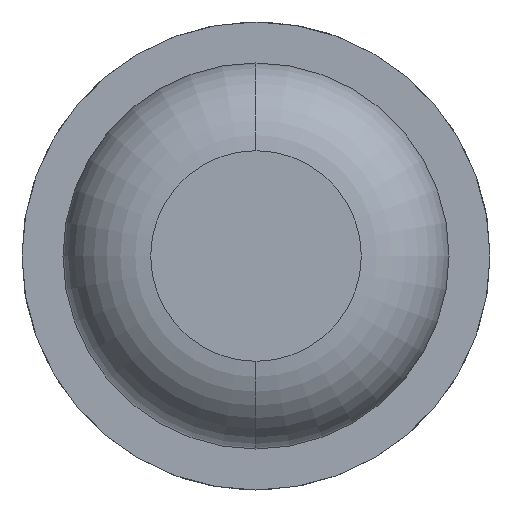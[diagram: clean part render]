
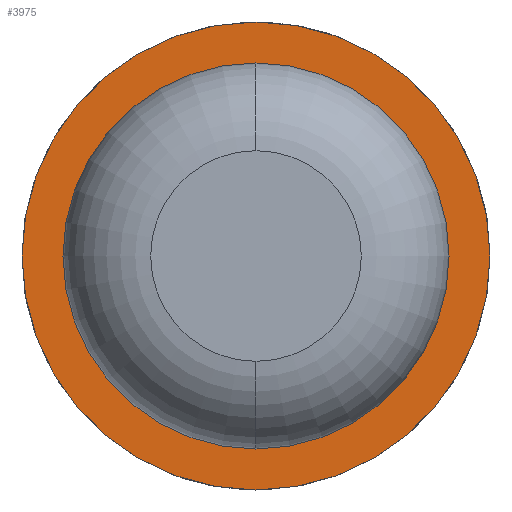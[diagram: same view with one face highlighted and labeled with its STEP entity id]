
A CAD part, front view. The second image highlights one B-rep face of the part: STEP entity #3975.
In plain terms, the highlighted planar face has unit normal (0, -1, 0).
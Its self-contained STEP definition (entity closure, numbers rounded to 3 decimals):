
#97 = AXIS2_PLACEMENT_3D ( 'NONE', #3195, #2189, #1142 ) ;
#110 = AXIS2_PLACEMENT_3D ( 'NONE', #729, #2074, #2453 ) ;
#414 = VERTEX_POINT ( 'NONE', #2538 ) ;
#692 = CARTESIAN_POINT ( 'NONE',  ( 0., -4., -0.825 ) ) ;
#713 = EDGE_LOOP ( 'NONE', ( #2043, #3227 ) ) ;
#729 = CARTESIAN_POINT ( 'NONE',  ( 0.825, -4., 0. ) ) ;
#739 = CARTESIAN_POINT ( 'NONE',  ( 0., -4., 0. ) ) ;
#1142 = DIRECTION ( 'NONE',  ( -1., 0., 0. ) ) ;
#1158 = VERTEX_POINT ( 'NONE', #4032 ) ;
#1259 = FACE_BOUND ( 'NONE', #2885, .T. ) ;
#1326 = AXIS2_PLACEMENT_3D ( 'NONE', #2606, #1886, #4275 ) ;
#1485 = CIRCLE ( 'NONE', #97, 0.825 ) ;
#1699 = CIRCLE ( 'NONE', #4297, 1. ) ;
#1762 = DIRECTION ( 'NONE',  ( -1., 0., 0. ) ) ;
#1796 = DIRECTION ( 'NONE',  ( 0., 1., 0. ) ) ;
#1814 = CIRCLE ( 'NONE', #3171, 0.825 ) ;
#1886 = DIRECTION ( 'NONE',  ( 0., 1., 0. ) ) ;
#1908 = FACE_OUTER_BOUND ( 'NONE', #713, .T. ) ;
#2043 = ORIENTED_EDGE ( 'NONE', *, *, #4190, .F. ) ;
#2074 = DIRECTION ( 'NONE',  ( 0., 1., 0. ) ) ;
#2189 = DIRECTION ( 'NONE',  ( 0., 1., 0. ) ) ;
#2331 = CARTESIAN_POINT ( 'NONE',  ( 0., -4., 0. ) ) ;
#2453 = DIRECTION ( 'NONE',  ( -1., 0., 0. ) ) ;
#2538 = CARTESIAN_POINT ( 'NONE',  ( -1., -4., 0. ) ) ;
#2606 = CARTESIAN_POINT ( 'NONE',  ( 0., -4., 0. ) ) ;
#2686 = EDGE_CURVE ( 'Defeature ausgef�hrt1_6+Defeature ausgef�hrt1_5+Defeature ausgef�hrt1_5+Defeature ausgef�hrt1_5', #1158, #414, #1699, .T. ) ;
#2798 = EDGE_CURVE ( 'Defeature ausgef�hrt1_5+Defeature ausgef�hrt1_0+Defeature ausgef�hrt1_0+Defeature ausgef�hrt1_0', #3509, #3781, #1485, .T. ) ;
#2824 = CIRCLE ( 'NONE', #1326, 1. ) ;
#2885 = EDGE_LOOP ( 'NONE', ( #4405, #2915 ) ) ;
#2915 = ORIENTED_EDGE ( 'NONE', *, *, #2798, .T. ) ;
#3012 = EDGE_CURVE ( 'Defeature ausgef�hrt1_5+Defeature ausgef�hrt1_0+Defeature ausgef�hrt1_0+Defeature ausgef�hrt1_0', #3781, #3509, #1814, .T. ) ;
#3121 = CARTESIAN_POINT ( 'NONE',  ( 0., -4., 0.825 ) ) ;
#3171 = AXIS2_PLACEMENT_3D ( 'NONE', #2331, #4062, #4354 ) ;
#3185 = PLANE ( 'NONE',  #110 ) ;
#3195 = CARTESIAN_POINT ( 'NONE',  ( 0., -4., 0. ) ) ;
#3227 = ORIENTED_EDGE ( 'NONE', *, *, #2686, .F. ) ;
#3509 = VERTEX_POINT ( 'NONE', #692 ) ;
#3781 = VERTEX_POINT ( 'NONE', #3121 ) ;
#3975 = ADVANCED_FACE ( 'Defeature ausgef�hrt1_5', ( #1908, #1259 ), #3185, .F. ) ;
#4032 = CARTESIAN_POINT ( 'NONE',  ( 1., -4., 0. ) ) ;
#4062 = DIRECTION ( 'NONE',  ( 0., 1., 0. ) ) ;
#4190 = EDGE_CURVE ( 'Defeature ausgef�hrt1_6+Defeature ausgef�hrt1_5+Defeature ausgef�hrt1_5+Defeature ausgef�hrt1_5', #414, #1158, #2824, .T. ) ;
#4275 = DIRECTION ( 'NONE',  ( -1., 0., 0. ) ) ;
#4297 = AXIS2_PLACEMENT_3D ( 'NONE', #739, #1796, #1762 ) ;
#4354 = DIRECTION ( 'NONE',  ( -1., 0., 0. ) ) ;
#4405 = ORIENTED_EDGE ( 'NONE', *, *, #3012, .T. ) ;
